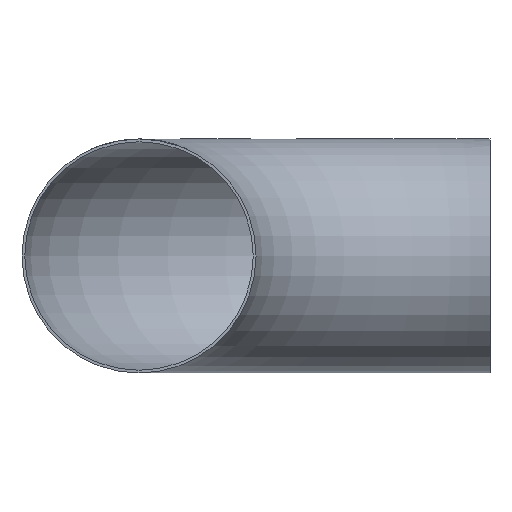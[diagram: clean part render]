
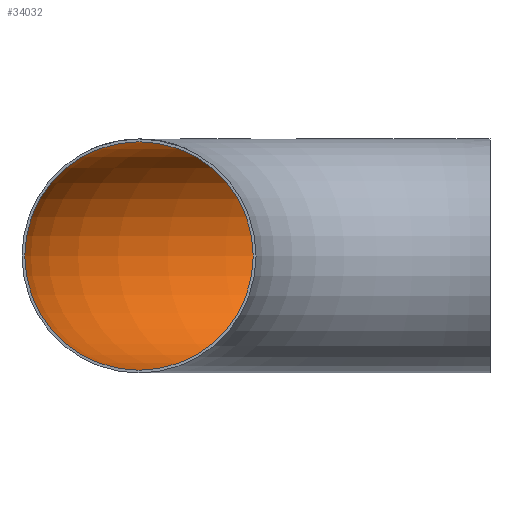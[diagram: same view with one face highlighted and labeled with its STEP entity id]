
A CAD part, front view. The second image highlights one B-rep face of the part: STEP entity #34032.
In plain terms, the highlighted toroidal (fillet/blend) face has major radius 762 mm and minor radius 248 mm.
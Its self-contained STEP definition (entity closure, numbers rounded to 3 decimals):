
#196 = DIRECTION ( 'NONE',  ( 1., 0., 0. ) ) ;
#2874 = ORIENTED_EDGE ( 'NONE', *, *, #8037, .F. ) ;
#3920 = CARTESIAN_POINT ( 'NONE',  ( 0., 762., 0. ) ) ;
#4222 = CARTESIAN_POINT ( 'NONE',  ( -762., 0., 0. ) ) ;
#5939 = CARTESIAN_POINT ( 'NONE',  ( -762., 0., 248. ) ) ;
#8037 = EDGE_CURVE ( 'NONE', #34714, #34714, #26967, .T. ) ;
#9365 = FACE_OUTER_BOUND ( 'NONE', #11937, .T. ) ;
#9518 = CIRCLE ( 'NONE', #10273, 248. ) ;
#10273 = AXIS2_PLACEMENT_3D ( 'NONE', #3920, #196, #42677 ) ;
#11937 = EDGE_LOOP ( 'NONE', ( #35267 ) ) ;
#18375 = TOROIDAL_SURFACE ( 'NONE', #22096, 762., 248. ) ;
#18410 = DIRECTION ( 'NONE',  ( 0., 0., 1. ) ) ;
#20062 = FACE_OUTER_BOUND ( 'NONE', #32546, .T. ) ;
#20290 = DIRECTION ( 'NONE',  ( 0., 0., -1. ) ) ;
#21663 = DIRECTION ( 'NONE',  ( 0., 1., 0. ) ) ;
#22096 = AXIS2_PLACEMENT_3D ( 'NONE', #37925, #20290, #34449 ) ;
#23812 = CARTESIAN_POINT ( 'NONE',  ( 0., 1010., 0. ) ) ;
#26967 = CIRCLE ( 'NONE', #38821, 248. ) ;
#32546 = EDGE_LOOP ( 'NONE', ( #2874 ) ) ;
#34032 = ADVANCED_FACE ( 'NONE', ( #9365, #20062 ), #18375, .F. ) ;
#34449 = DIRECTION ( 'NONE',  ( -1., 0., 0. ) ) ;
#34714 = VERTEX_POINT ( 'NONE', #5939 ) ;
#34944 = VERTEX_POINT ( 'NONE', #23812 ) ;
#35267 = ORIENTED_EDGE ( 'NONE', *, *, #36609, .T. ) ;
#36609 = EDGE_CURVE ( 'NONE', #34944, #34944, #9518, .T. ) ;
#37925 = CARTESIAN_POINT ( 'NONE',  ( 0., 0., 0. ) ) ;
#38821 = AXIS2_PLACEMENT_3D ( 'NONE', #4222, #21663, #18410 ) ;
#42677 = DIRECTION ( 'NONE',  ( 0., 1., 0. ) ) ;
